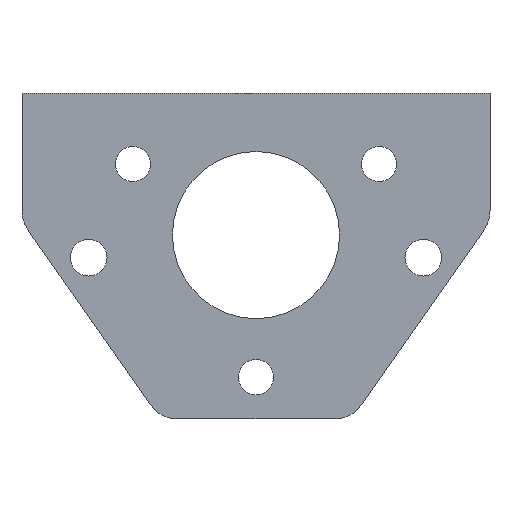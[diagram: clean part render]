
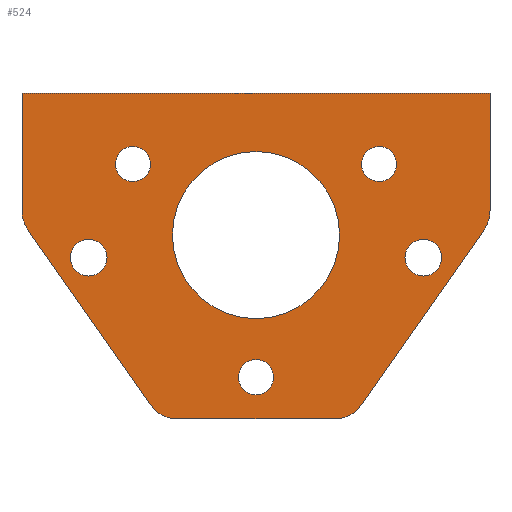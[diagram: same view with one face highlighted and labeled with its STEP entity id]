
A CAD part, left-side view. The second image highlights one B-rep face of the part: STEP entity #524.
In plain terms, the highlighted planar face has unit normal (-1, 0, 0).
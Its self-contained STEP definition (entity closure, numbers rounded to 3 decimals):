
#17=FACE_BOUND('',#76,.T.);
#18=FACE_BOUND('',#77,.T.);
#19=FACE_BOUND('',#78,.T.);
#20=FACE_BOUND('',#79,.T.);
#21=FACE_BOUND('',#80,.T.);
#22=FACE_BOUND('',#81,.T.);
#35=PLANE('',#568);
#47=FACE_OUTER_BOUND('',#75,.T.);
#75=EDGE_LOOP('',(#365,#366,#367,#368,#369,#370,#371,#372,#373,#374));
#76=EDGE_LOOP('',(#375));
#77=EDGE_LOOP('',(#376));
#78=EDGE_LOOP('',(#377));
#79=EDGE_LOOP('',(#378));
#80=EDGE_LOOP('',(#379));
#81=EDGE_LOOP('',(#380));
#120=LINE('',#817,#155);
#123=LINE('',#823,#158);
#124=LINE('',#827,#159);
#125=LINE('',#831,#160);
#126=LINE('',#835,#161);
#127=LINE('',#836,#162);
#155=VECTOR('',#644,10.);
#158=VECTOR('',#649,10.);
#159=VECTOR('',#652,10.);
#160=VECTOR('',#655,10.);
#161=VECTOR('',#658,10.);
#162=VECTOR('',#659,10.);
#188=CIRCLE('',#565,2.);
#190=CIRCLE('',#569,2.);
#191=CIRCLE('',#570,2.);
#192=CIRCLE('',#571,2.);
#193=CIRCLE('',#572,1.05);
#194=CIRCLE('',#573,1.05);
#195=CIRCLE('',#574,1.05);
#196=CIRCLE('',#575,5.);
#197=CIRCLE('',#576,1.1);
#198=CIRCLE('',#577,1.1);
#228=VERTEX_POINT('',#807);
#229=VERTEX_POINT('',#808);
#232=VERTEX_POINT('',#816);
#234=VERTEX_POINT('',#822);
#235=VERTEX_POINT('',#824);
#236=VERTEX_POINT('',#826);
#237=VERTEX_POINT('',#828);
#238=VERTEX_POINT('',#830);
#239=VERTEX_POINT('',#832);
#240=VERTEX_POINT('',#834);
#241=VERTEX_POINT('',#837);
#242=VERTEX_POINT('',#839);
#243=VERTEX_POINT('',#841);
#244=VERTEX_POINT('',#843);
#245=VERTEX_POINT('',#845);
#246=VERTEX_POINT('',#847);
#282=EDGE_CURVE('',#228,#229,#188,.T.);
#286=EDGE_CURVE('',#232,#229,#120,.T.);
#289=EDGE_CURVE('',#228,#234,#123,.T.);
#290=EDGE_CURVE('',#235,#234,#190,.T.);
#291=EDGE_CURVE('',#235,#236,#124,.T.);
#292=EDGE_CURVE('',#237,#236,#191,.T.);
#293=EDGE_CURVE('',#237,#238,#125,.T.);
#294=EDGE_CURVE('',#239,#238,#192,.T.);
#295=EDGE_CURVE('',#239,#240,#126,.T.);
#296=EDGE_CURVE('',#240,#232,#127,.T.);
#297=EDGE_CURVE('',#241,#241,#193,.T.);
#298=EDGE_CURVE('',#242,#242,#194,.T.);
#299=EDGE_CURVE('',#243,#243,#195,.T.);
#300=EDGE_CURVE('',#244,#244,#196,.T.);
#301=EDGE_CURVE('',#245,#245,#197,.T.);
#302=EDGE_CURVE('',#246,#246,#198,.T.);
#365=ORIENTED_EDGE('',*,*,#282,.F.);
#366=ORIENTED_EDGE('',*,*,#289,.T.);
#367=ORIENTED_EDGE('',*,*,#290,.F.);
#368=ORIENTED_EDGE('',*,*,#291,.T.);
#369=ORIENTED_EDGE('',*,*,#292,.F.);
#370=ORIENTED_EDGE('',*,*,#293,.T.);
#371=ORIENTED_EDGE('',*,*,#294,.F.);
#372=ORIENTED_EDGE('',*,*,#295,.T.);
#373=ORIENTED_EDGE('',*,*,#296,.T.);
#374=ORIENTED_EDGE('',*,*,#286,.T.);
#375=ORIENTED_EDGE('',*,*,#297,.T.);
#376=ORIENTED_EDGE('',*,*,#298,.T.);
#377=ORIENTED_EDGE('',*,*,#299,.T.);
#378=ORIENTED_EDGE('',*,*,#300,.T.);
#379=ORIENTED_EDGE('',*,*,#301,.T.);
#380=ORIENTED_EDGE('',*,*,#302,.T.);
#524=ADVANCED_FACE('',(#47,#17,#18,#19,#20,#21,#22),#35,.T.);
#565=AXIS2_PLACEMENT_3D('',#809,#636,#637);
#568=AXIS2_PLACEMENT_3D('',#821,#647,#648);
#569=AXIS2_PLACEMENT_3D('',#825,#650,#651);
#570=AXIS2_PLACEMENT_3D('',#829,#653,#654);
#571=AXIS2_PLACEMENT_3D('',#833,#656,#657);
#572=AXIS2_PLACEMENT_3D('',#838,#660,#661);
#573=AXIS2_PLACEMENT_3D('',#840,#662,#663);
#574=AXIS2_PLACEMENT_3D('',#842,#664,#665);
#575=AXIS2_PLACEMENT_3D('',#844,#666,#667);
#576=AXIS2_PLACEMENT_3D('',#846,#668,#669);
#577=AXIS2_PLACEMENT_3D('',#848,#670,#671);
#636=DIRECTION('center_axis',(1.,0.,0.));
#637=DIRECTION('ref_axis',(0.,0.954,-0.301));
#644=DIRECTION('',(0.,0.,-1.));
#647=DIRECTION('center_axis',(-1.,0.,0.));
#648=DIRECTION('ref_axis',(0.,0.,1.));
#649=DIRECTION('',(0.,-0.574,-0.819));
#650=DIRECTION('center_axis',(1.,0.,0.));
#651=DIRECTION('ref_axis',(0.,0.462,-0.887));
#652=DIRECTION('',(0.,-1.,0.));
#653=DIRECTION('center_axis',(1.,0.,0.));
#654=DIRECTION('ref_axis',(0.,-0.462,-0.887));
#655=DIRECTION('',(0.,-0.574,0.819));
#656=DIRECTION('center_axis',(1.,0.,0.));
#657=DIRECTION('ref_axis',(0.,-0.954,-0.301));
#658=DIRECTION('',(0.,0.,1.));
#659=DIRECTION('',(0.,1.,0.));
#660=DIRECTION('center_axis',(1.,0.,0.));
#661=DIRECTION('ref_axis',(0.,-0.866,0.5));
#662=DIRECTION('center_axis',(1.,0.,0.));
#663=DIRECTION('ref_axis',(0.,0.866,0.5));
#664=DIRECTION('center_axis',(1.,0.,0.));
#665=DIRECTION('ref_axis',(0.,0.,-1.));
#666=DIRECTION('center_axis',(1.,0.,0.));
#667=DIRECTION('ref_axis',(0.,-1.,0.));
#668=DIRECTION('center_axis',(1.,0.,0.));
#669=DIRECTION('ref_axis',(0.,-1.,0.));
#670=DIRECTION('center_axis',(1.,0.,0.));
#671=DIRECTION('ref_axis',(0.,-1.,0.));
#807=CARTESIAN_POINT('',(-3.,13.638,0.3));
#808=CARTESIAN_POINT('',(-3.,14.,1.447));
#809=CARTESIAN_POINT('Origin',(-3.,12.,1.447));
#816=CARTESIAN_POINT('',(-3.,14.,8.5));
#817=CARTESIAN_POINT('',(-3.,14.,8.5));
#821=CARTESIAN_POINT('Origin',(-3.,0.,0.439));
#822=CARTESIAN_POINT('',(-3.,6.323,-10.147));
#823=CARTESIAN_POINT('',(-3.,14.,0.816));
#824=CARTESIAN_POINT('',(-3.,4.685,-11.));
#825=CARTESIAN_POINT('Origin',(-3.,4.685,-9.));
#826=CARTESIAN_POINT('',(-3.,-4.685,-11.));
#827=CARTESIAN_POINT('',(-3.,5.726,-11.));
#828=CARTESIAN_POINT('',(-3.,-6.323,-10.147));
#829=CARTESIAN_POINT('Origin',(-3.,-4.685,-9.));
#830=CARTESIAN_POINT('',(-3.,-13.638,0.3));
#831=CARTESIAN_POINT('',(-3.,-5.726,-11.));
#832=CARTESIAN_POINT('',(-3.,-14.,1.447));
#833=CARTESIAN_POINT('Origin',(-3.,-12.,1.447));
#834=CARTESIAN_POINT('',(-3.,-14.,8.5));
#835=CARTESIAN_POINT('',(-3.,-14.,0.816));
#836=CARTESIAN_POINT('',(-3.,-14.,8.5));
#837=CARTESIAN_POINT('',(-3.,-6.452,3.725));
#838=CARTESIAN_POINT('Origin',(-3.,-7.361,4.25));
#839=CARTESIAN_POINT('',(-3.,6.452,3.725));
#840=CARTESIAN_POINT('Origin',(-3.,7.361,4.25));
#841=CARTESIAN_POINT('',(-3.,0.,-7.45));
#842=CARTESIAN_POINT('Origin',(-3.,0.,-8.5));
#843=CARTESIAN_POINT('',(-3.,5.,0.));
#844=CARTESIAN_POINT('Origin',(-3.,0.,0.));
#845=CARTESIAN_POINT('',(-3.,-8.909,-1.351));
#846=CARTESIAN_POINT('Origin',(-3.,-10.009,-1.351));
#847=CARTESIAN_POINT('',(-3.,11.109,-1.351));
#848=CARTESIAN_POINT('Origin',(-3.,10.009,-1.351));
